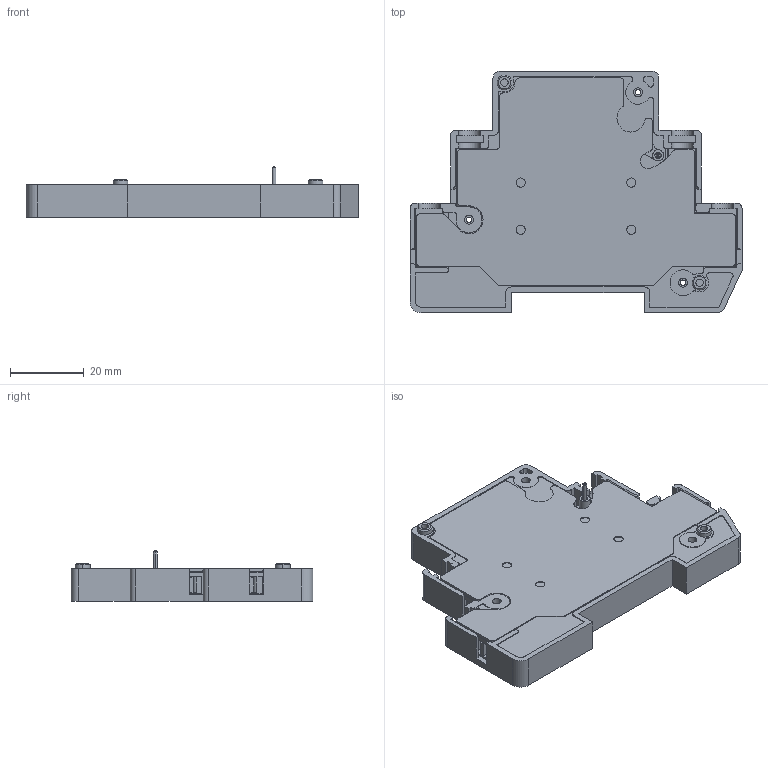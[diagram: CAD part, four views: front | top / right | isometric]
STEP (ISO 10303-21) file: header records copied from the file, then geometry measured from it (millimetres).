
FILE_DESCRIPTION((''),'2;1');
FILE_NAME('002159121_PSM_ETIMAT_80-125_ASM','2022-11-23T13:52:38',('klemen.sitar'),('Audax d.o.o.'),'CREO PARAMETRIC BY PTC INC, 2021304','CREO PARAMETRIC BY PTC INC, 2021304','');
FILE_SCHEMA(('AP242_MANAGED_MODEL_BASED_3D_ENGINEERING_MIM_LF { 1 0 10303 442 1 1 4 }'));
Products named in the file (5): PSM_ETIMAT_80-125_1_1_1_1_1; PSM_ETIMAT_80-125_1_1_2_1_1_1; 002159121_PSM_ETIMAT_80-125_ASM_ASM; PRT0002; 002159121_PSM_ETIMAT_80-125_ASM
Assembly tree (7 placements, depth 3):
  002159121_PSM_ETIMAT_80-125_ASM
    002159121_PSM_ETIMAT_80-125_ASM_ASM
      PSM_ETIMAT_80-125_1_1_1_1_1
      PSM_ETIMAT_80-125_1_1_2_1_1_1  x4
    PRT0002
Bounding box: 90 x 65.5 x 13.66 mm (x, y, z)
Volume: 36369.9 mm3; surface area: 18159.3 mm2
Topology: 8 solids, 8 shells, 893 faces, 2563 edges, 1699 vertices
Faces by surface type: plane 500, cylinder 309, cone 60, bspline 16, sphere 8
Entity records: 31645 total; most frequent: CARTESIAN_POINT 4786, ORIENTED_EDGE 4090, DIRECTION 4074, EDGE_CURVE 2045, PRESENTATION_STYLE_ASSIGNMENT 2018, STYLED_ITEM 1967, CURVE_STYLE 1911, AXIS2_PLACEMENT_3D 1377
